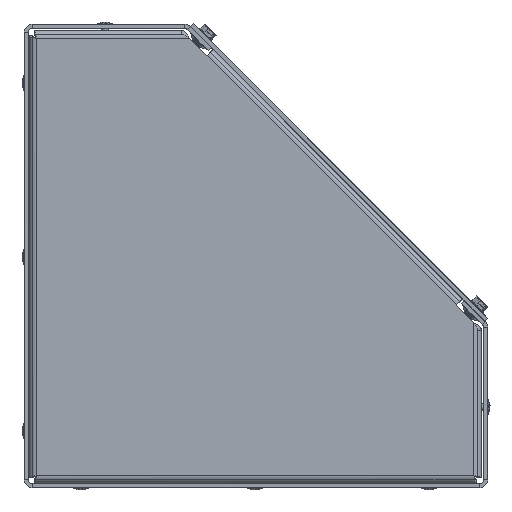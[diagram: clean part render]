
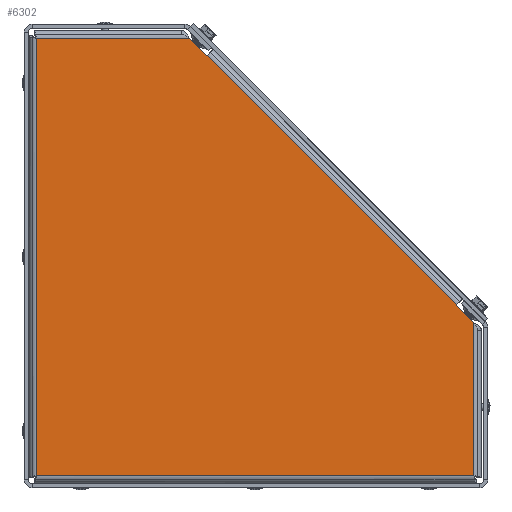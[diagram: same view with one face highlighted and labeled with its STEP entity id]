
A CAD part, left-side view. The second image highlights one B-rep face of the part: STEP entity #6302.
In plain terms, the highlighted face is planar.
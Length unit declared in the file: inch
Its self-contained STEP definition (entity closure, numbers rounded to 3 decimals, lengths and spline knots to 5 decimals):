
#414=PLANE('',#6986);
#719=FACE_OUTER_BOUND('',#1135,.T.);
#1135=EDGE_LOOP('',(#5151,#5152,#5153,#5154,#5155,#5156,#5157,#5158,#5159));
#1528=LINE('',#10530,#1977);
#1545=LINE('',#10634,#1994);
#1560=LINE('',#10734,#2009);
#1575=LINE('',#10834,#2024);
#1590=LINE('',#10926,#2039);
#1593=LINE('',#10932,#2042);
#1594=LINE('',#10934,#2043);
#1595=LINE('',#10936,#2044);
#1596=LINE('',#10937,#2045);
#1977=VECTOR('',#8375,0.3937);
#1994=VECTOR('',#8406,0.3937);
#2009=VECTOR('',#8435,0.3937);
#2024=VECTOR('',#8464,0.3937);
#2039=VECTOR('',#8493,0.3937);
#2042=VECTOR('',#8498,0.3937);
#2043=VECTOR('',#8499,0.3937);
#2044=VECTOR('',#8500,0.3937);
#2045=VECTOR('',#8501,0.3937);
#2861=VERTEX_POINT('',#10521);
#2862=VERTEX_POINT('',#10529);
#2874=VERTEX_POINT('',#10626);
#2884=VERTEX_POINT('',#10726);
#2894=VERTEX_POINT('',#10826);
#2903=VERTEX_POINT('',#10925);
#2905=VERTEX_POINT('',#10931);
#2906=VERTEX_POINT('',#10933);
#2907=VERTEX_POINT('',#10935);
#3611=EDGE_CURVE('',#2862,#2861,#1528,.T.);
#3632=EDGE_CURVE('',#2861,#2874,#1545,.T.);
#3651=EDGE_CURVE('',#2874,#2884,#1560,.T.);
#3670=EDGE_CURVE('',#2884,#2894,#1575,.T.);
#3688=EDGE_CURVE('',#2862,#2903,#1590,.T.);
#3691=EDGE_CURVE('',#2905,#2894,#1593,.T.);
#3692=EDGE_CURVE('',#2906,#2905,#1594,.T.);
#3693=EDGE_CURVE('',#2906,#2907,#1595,.T.);
#3694=EDGE_CURVE('',#2903,#2907,#1596,.T.);
#5151=ORIENTED_EDGE('',*,*,#3611,.T.);
#5152=ORIENTED_EDGE('',*,*,#3632,.T.);
#5153=ORIENTED_EDGE('',*,*,#3651,.T.);
#5154=ORIENTED_EDGE('',*,*,#3670,.T.);
#5155=ORIENTED_EDGE('',*,*,#3691,.F.);
#5156=ORIENTED_EDGE('',*,*,#3692,.F.);
#5157=ORIENTED_EDGE('',*,*,#3693,.T.);
#5158=ORIENTED_EDGE('',*,*,#3694,.F.);
#5159=ORIENTED_EDGE('',*,*,#3688,.F.);
#6302=ADVANCED_FACE('',(#719),#414,.T.);
#6986=AXIS2_PLACEMENT_3D('',#10930,#8496,#8497);
#8375=DIRECTION('',(1.,0.,0.));
#8406=DIRECTION('',(0.,1.,0.));
#8435=DIRECTION('',(-1.,0.,0.));
#8464=DIRECTION('',(0.,-1.,0.));
#8493=DIRECTION('',(-0.707,0.707,0.));
#8496=DIRECTION('center_axis',(0.,0.,1.));
#8497=DIRECTION('ref_axis',(1.,0.,0.));
#8498=DIRECTION('',(-0.707,0.707,0.));
#8499=DIRECTION('',(0.707,0.707,0.));
#8500=DIRECTION('',(0.707,-0.707,0.));
#8501=DIRECTION('',(-0.707,-0.707,0.));
#10521=CARTESIAN_POINT('',(3.77388,-3.77388,0.074));
#10529=CARTESIAN_POINT('',(1.13138,-3.77388,0.074));
#10530=CARTESIAN_POINT('',(0.85242,-3.77388,0.074));
#10626=CARTESIAN_POINT('',(3.77388,3.77388,0.074));
#10634=CARTESIAN_POINT('',(3.77388,-1.60021,0.074));
#10726=CARTESIAN_POINT('',(-3.77388,3.77388,0.074));
#10734=CARTESIAN_POINT('',(2.17367,3.77388,0.074));
#10826=CARTESIAN_POINT('',(-3.77388,1.13138,0.074));
#10834=CARTESIAN_POINT('',(-3.77388,2.17367,0.074));
#10925=CARTESIAN_POINT('',(0.83035,-3.47285,0.074));
#10926=CARTESIAN_POINT('',(0.83035,-3.47285,0.074));
#10930=CARTESIAN_POINT('Origin',(0.57346,0.57346,0.074));
#10931=CARTESIAN_POINT('',(-3.47285,0.83035,0.074));
#10932=CARTESIAN_POINT('',(-3.91038,1.26788,0.074));
#10933=CARTESIAN_POINT('',(-3.48113,0.82207,0.074));
#10934=CARTESIAN_POINT('',(-3.47285,0.83035,0.074));
#10935=CARTESIAN_POINT('',(0.82207,-3.48113,0.074));
#10936=CARTESIAN_POINT('',(-2.40533,-0.25373,0.074));
#10937=CARTESIAN_POINT('',(0.72555,-3.57765,0.074));
